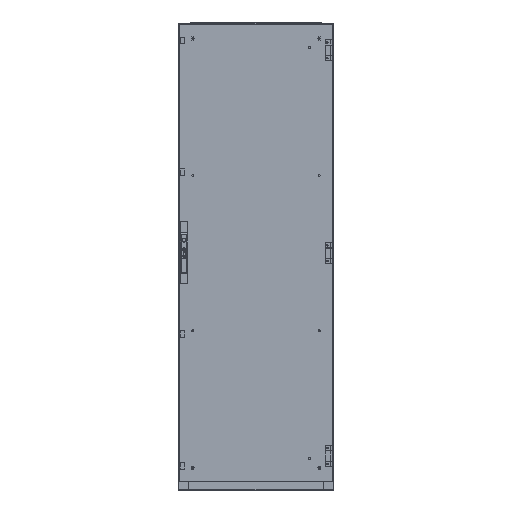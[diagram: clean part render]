
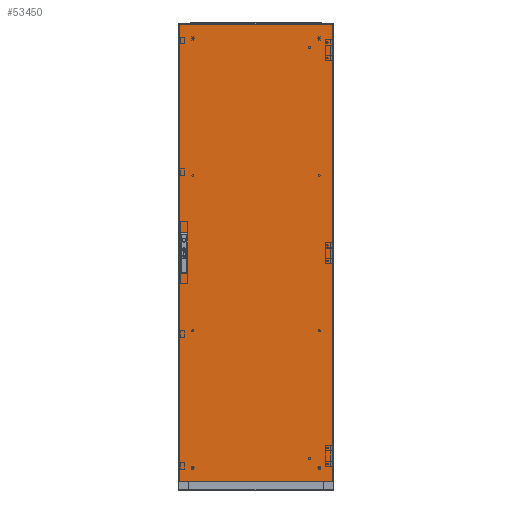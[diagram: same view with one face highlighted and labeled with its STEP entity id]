
A CAD part, top view. The second image highlights one B-rep face of the part: STEP entity #53450.
In plain terms, the highlighted planar face has unit normal (0, 0, 1).
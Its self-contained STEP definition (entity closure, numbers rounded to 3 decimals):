
#362 = EDGE_CURVE ( 'NONE', #87956, #98607, #45351, .T. ) ;
#907 = EDGE_CURVE ( 'NONE', #50031, #78304, #45140, .T. ) ;
#2236 = VECTOR ( 'NONE', #84250, 1000. ) ;
#5903 = CARTESIAN_POINT ( 'NONE',  ( -293.4, 0., 0. ) ) ;
#6468 = VERTEX_POINT ( 'NONE', #99108 ) ;
#7071 = CARTESIAN_POINT ( 'NONE',  ( -297., 883.5, 0. ) ) ;
#8541 = CARTESIAN_POINT ( 'NONE',  ( 297., 883.5, 0. ) ) ;
#10286 = EDGE_CURVE ( 'NONE', #78304, #6468, #87604, .T. ) ;
#11800 = VECTOR ( 'NONE', #47294, 1000. ) ;
#12797 = VECTOR ( 'NONE', #58210, 1000. ) ;
#13307 = DIRECTION ( 'NONE',  ( 1., 0., 0. ) ) ;
#19184 = CARTESIAN_POINT ( 'NONE',  ( -293.4, 78.5, 0. ) ) ;
#19974 = LINE ( 'NONE', #19184, #105263 ) ;
#20786 = VECTOR ( 'NONE', #84638, 1000. ) ;
#21717 = EDGE_CURVE ( 'NONE', #6468, #81512, #78378, .T. ) ;
#24794 = EDGE_CURVE ( 'NONE', #93882, #87956, #19974, .T. ) ;
#26687 = CARTESIAN_POINT ( 'NONE',  ( -263., 0., 0. ) ) ;
#27433 = DIRECTION ( 'NONE',  ( 1., 0., 0. ) ) ;
#29396 = ORIENTED_EDGE ( 'NONE', *, *, #10286, .T. ) ;
#29652 = EDGE_CURVE ( 'NONE', #100096, #98607, #79294, .T. ) ;
#31170 = LINE ( 'NONE', #88561, #11800 ) ;
#33256 = ORIENTED_EDGE ( 'NONE', *, *, #907, .T. ) ;
#34103 = FACE_BOUND ( 'NONE', #65341, .T. ) ;
#34624 = CARTESIAN_POINT ( 'NONE',  ( -297., 883.5, 0. ) ) ;
#34723 = CARTESIAN_POINT ( 'NONE',  ( -263., -78.5, 0. ) ) ;
#35165 = VECTOR ( 'NONE', #47929, 1000. ) ;
#38189 = EDGE_CURVE ( 'NONE', #93882, #100096, #84095, .T. ) ;
#41012 = ORIENTED_EDGE ( 'NONE', *, *, #21717, .T. ) ;
#43593 = CARTESIAN_POINT ( 'NONE',  ( 297., -883.5, 0. ) ) ;
#45140 = LINE ( 'NONE', #8541, #12797 ) ;
#45351 = LINE ( 'NONE', #26687, #20786 ) ;
#46189 = PLANE ( 'NONE',  #64321 ) ;
#47294 = DIRECTION ( 'NONE',  ( 1., 0., 0. ) ) ;
#47929 = DIRECTION ( 'NONE',  ( 1., 0., 0. ) ) ;
#48757 = CARTESIAN_POINT ( 'NONE',  ( -297., -883.5, 0. ) ) ;
#49641 = EDGE_CURVE ( 'NONE', #81512, #50031, #31170, .T. ) ;
#50031 = VERTEX_POINT ( 'NONE', #43593 ) ;
#52576 = CARTESIAN_POINT ( 'NONE',  ( -293.4, 78.5, 0. ) ) ;
#53450 = ADVANCED_FACE ( 'NONE', ( #34103, #75640 ), #46189, .T. ) ;
#54527 = CARTESIAN_POINT ( 'NONE',  ( 0., 0., 0. ) ) ;
#55017 = CARTESIAN_POINT ( 'NONE',  ( 297., 883.5, 0. ) ) ;
#56348 = CARTESIAN_POINT ( 'NONE',  ( -293.4, -78.5, 0. ) ) ;
#56366 = VECTOR ( 'NONE', #81624, 1000. ) ;
#58210 = DIRECTION ( 'NONE',  ( 0., 1., 0. ) ) ;
#59147 = ORIENTED_EDGE ( 'NONE', *, *, #24794, .T. ) ;
#60838 = ORIENTED_EDGE ( 'NONE', *, *, #49641, .T. ) ;
#62926 = DIRECTION ( 'NONE',  ( 0., 0., 1. ) ) ;
#64321 = AXIS2_PLACEMENT_3D ( 'NONE', #54527, #62926, #13307 ) ;
#65341 = EDGE_LOOP ( 'NONE', ( #59147, #80015, #74233, #99908 ) ) ;
#71767 = DIRECTION ( 'NONE',  ( 0., -1., 0. ) ) ;
#74233 = ORIENTED_EDGE ( 'NONE', *, *, #29652, .F. ) ;
#75640 = FACE_OUTER_BOUND ( 'NONE', #105159, .T. ) ;
#78304 = VERTEX_POINT ( 'NONE', #55017 ) ;
#78378 = LINE ( 'NONE', #7071, #56366 ) ;
#79294 = LINE ( 'NONE', #56348, #35165 ) ;
#80015 = ORIENTED_EDGE ( 'NONE', *, *, #362, .T. ) ;
#81512 = VERTEX_POINT ( 'NONE', #48757 ) ;
#81624 = DIRECTION ( 'NONE',  ( 0., -1., 0. ) ) ;
#84095 = LINE ( 'NONE', #5903, #86667 ) ;
#84250 = DIRECTION ( 'NONE',  ( -1., 0., 0. ) ) ;
#84638 = DIRECTION ( 'NONE',  ( 0., -1., 0. ) ) ;
#86667 = VECTOR ( 'NONE', #71767, 1000. ) ;
#87604 = LINE ( 'NONE', #34624, #2236 ) ;
#87956 = VERTEX_POINT ( 'NONE', #96269 ) ;
#88561 = CARTESIAN_POINT ( 'NONE',  ( -297., -883.5, 0. ) ) ;
#93882 = VERTEX_POINT ( 'NONE', #52576 ) ;
#96269 = CARTESIAN_POINT ( 'NONE',  ( -263., 78.5, 0. ) ) ;
#98431 = CARTESIAN_POINT ( 'NONE',  ( -293.4, -78.5, 0. ) ) ;
#98607 = VERTEX_POINT ( 'NONE', #34723 ) ;
#99108 = CARTESIAN_POINT ( 'NONE',  ( -297., 883.5, 0. ) ) ;
#99908 = ORIENTED_EDGE ( 'NONE', *, *, #38189, .F. ) ;
#100096 = VERTEX_POINT ( 'NONE', #98431 ) ;
#105159 = EDGE_LOOP ( 'NONE', ( #33256, #29396, #41012, #60838 ) ) ;
#105263 = VECTOR ( 'NONE', #27433, 1000. ) ;
